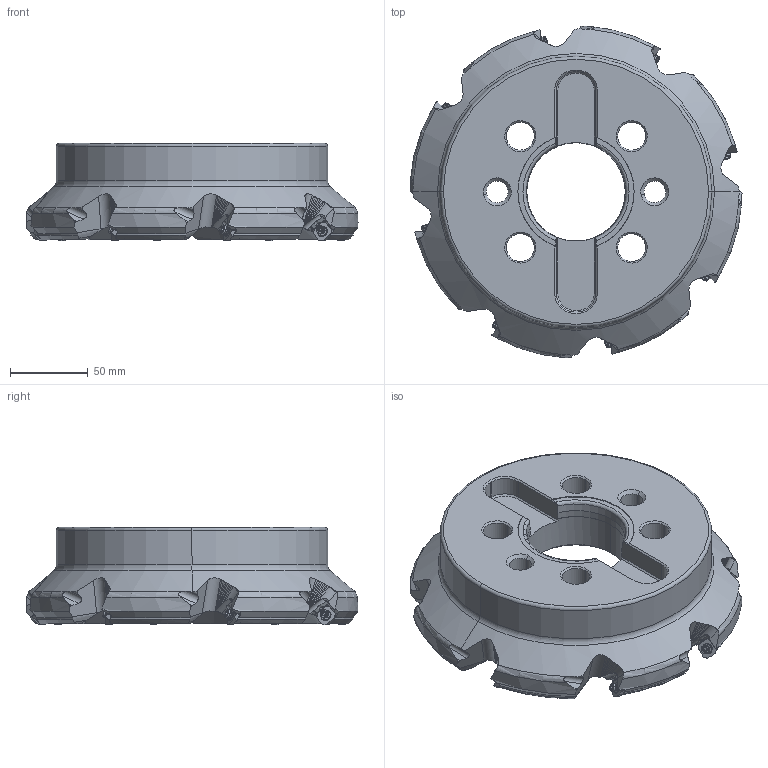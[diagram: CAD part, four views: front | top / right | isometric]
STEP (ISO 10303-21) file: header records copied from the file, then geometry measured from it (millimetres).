
FILE_DESCRIPTION(/* description */ (''),/* implementation_level */ '2;1');
FILE_NAME(/* name */ 'ASX445R0808M.stp',/* time_stamp */ '2021-09-08T11:40:59+09:00',/* author */ (''),/* organization */ (''),/* preprocessor_version */ 'ST-DEVELOPER v16',/* originating_system */ 'SIEMENS PLM Software NX 10.0',/* authorisation */ '');
FILE_SCHEMA (('AUTOMOTIVE_DESIGN { 1 0 10303 214 3 1 1 1 }'));
Length unit declared in the file: millimetre
Products named in the file (1): ASX445R0808M_ASM
Bounding box: 214.12 x 214.01 x 62.74 mm (x, y, z)
Volume: 997996.4 mm3; surface area: 123311.3 mm2
Topology: 25 solids, 25 shells, 1337 faces, 3740 edges, 2517 vertices
Faces by surface type: cylinder 570, plane 499, cone 170, torus 58, sphere 24, bspline 16
Entity records: 48488 total; most frequent: CARTESIAN_POINT 13293, ORIENTED_EDGE 7384, DIRECTION 7198, EDGE_CURVE 3692, AXIS2_PLACEMENT_3D 2858, VERTEX_POINT 2430, LINE 1482, VECTOR 1482
